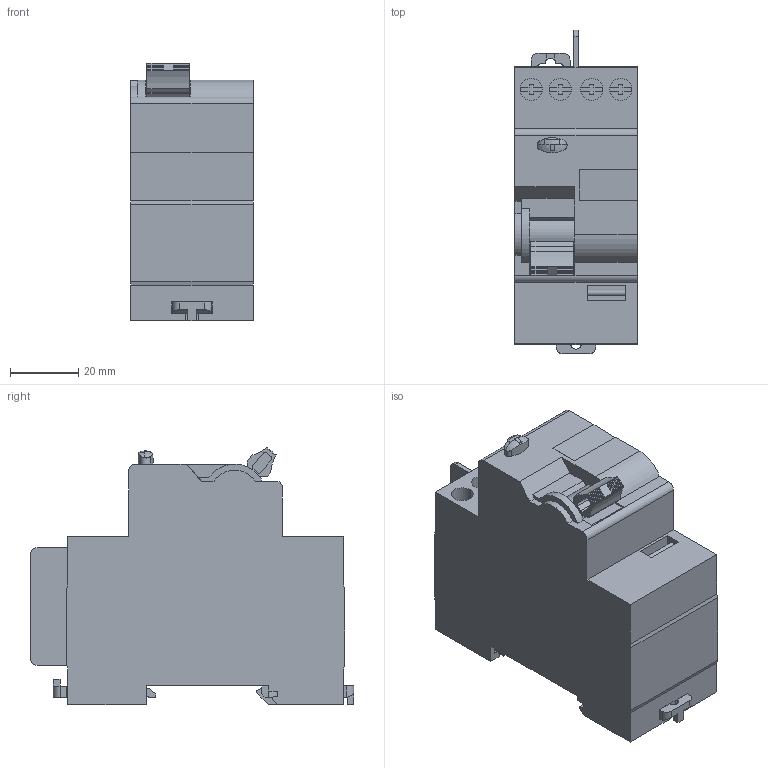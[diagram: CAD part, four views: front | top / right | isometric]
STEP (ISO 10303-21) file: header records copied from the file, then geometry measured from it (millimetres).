
FILE_DESCRIPTION((''),'2;1');
FILE_NAME('SB103120_3D-SIMPLIFIE_SW0001','2011-03-14T',('MCordero'),(''),'PRO/ENGINEER BY PARAMETRIC TECHNOLOGY CORPORATION, 2006170','PRO/ENGINEER BY PARAMETRIC TECHNOLOGY CORPORATION, 2006170','');
FILE_SCHEMA(('CONFIG_CONTROL_DESIGN'));
Length unit declared in the file: millimetre
Products named in the file (1): SB103120_3D-SIMPLIFIE_SW0001
Bounding box: 35.89 x 94.8 x 75.38 mm (x, y, z)
Volume: 158964 mm3; surface area: 29362.9 mm2
Topology: 1 solids, 1 shells, 462 faces, 1355 edges, 893 vertices
Faces by surface type: plane 385, cylinder 73, sphere 2, bspline 2
Entity records: 15593 total; most frequent: CARTESIAN_POINT 3159, ORIENTED_EDGE 2702, DIRECTION 2429, EDGE_CURVE 1351, VECTOR 1131, LINE 1131, VERTEX_POINT 893, AXIS2_PLACEMENT_3D 649
